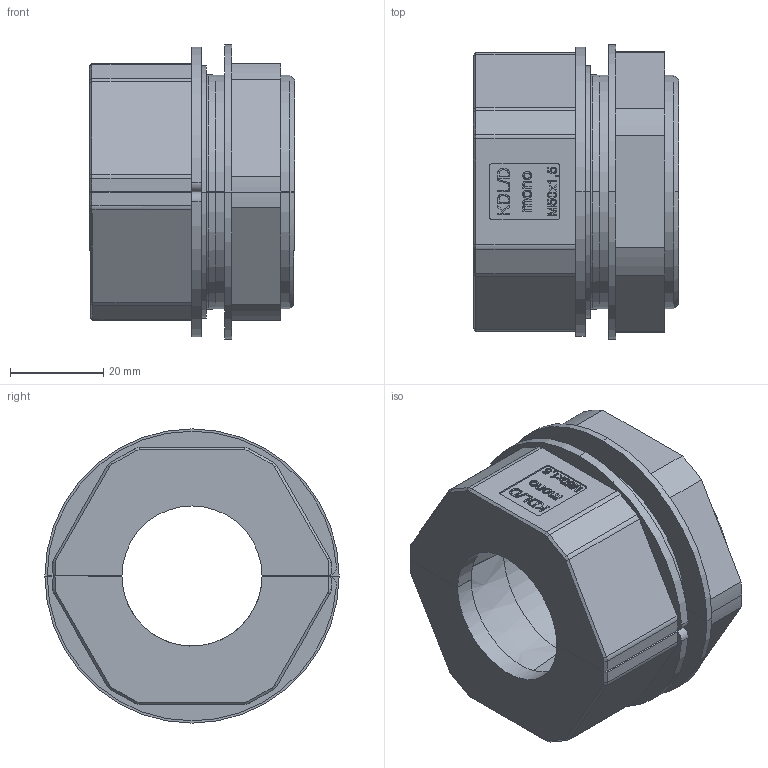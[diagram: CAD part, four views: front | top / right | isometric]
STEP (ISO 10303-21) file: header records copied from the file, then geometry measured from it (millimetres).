
FILE_DESCRIPTION (( 'STEP AP203' ), '1' );
FILE_NAME ('568640.step', '2024-10-14T13:38:39', ( '' ), ( '' ), 'SwSTEP 2.0', 'SolidWorks 2023', '' );
FILE_SCHEMA (( 'CONFIG_CONTROL_DESIGN' ));
Length unit declared in the file: inch
Products named in the file (1): 568640
Bounding box: 43.9 x 63 x 63 mm (x, y, z)
Volume: 58981.7 mm3; surface area: 26813.1 mm2
Topology: 6 solids, 6 shells, 497 faces, 1320 edges, 870 vertices
Faces by surface type: plane 273, bspline 125, cylinder 81, cone 18
Entity records: 16186 total; most frequent: CARTESIAN_POINT 4542, ORIENTED_EDGE 2640, DIRECTION 1950, EDGE_CURVE 1320, LINE 882, VECTOR 882, VERTEX_POINT 870, AXIS2_PLACEMENT_3D 534
